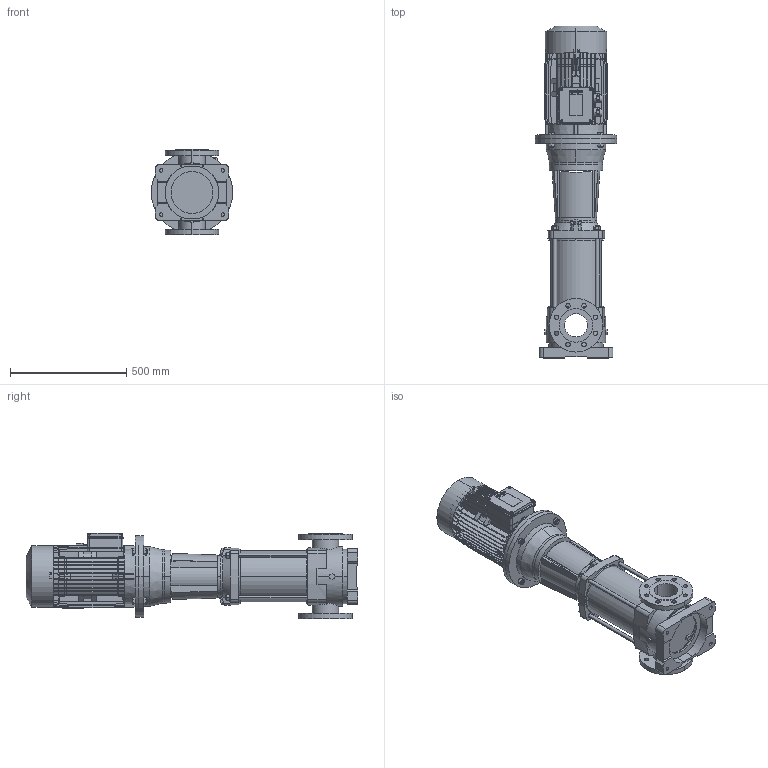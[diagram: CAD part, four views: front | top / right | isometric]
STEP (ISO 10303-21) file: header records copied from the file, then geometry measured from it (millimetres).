
FILE_DESCRIPTION (( 'STEP AP203' ), '1' );
FILE_NAME ('4.93.632.04swa01.step', '2023-03-29T10:19:04', ( '' ), ( '' ), 'SwSTEP 2.0', 'SolidWorks 2020', '' );
FILE_SCHEMA (( 'CONFIG_CONTROL_DESIGN' ));
Products named in the file (2): Copia di 4_93_632_04_REV00^4.93.632.04swa01; 4.93.632.04swa01
Assembly tree (1 placements, depth 2):
  4.93.632.04swa01
    Copia di 4_93_632_04_REV00^4.93.632.04swa01
Bounding box: 350 x 1425.3 x 369.2 mm (x, y, z)
Volume: 41817290.6 mm3; surface area: 3824607.5 mm2
Topology: 45 solids, 45 shells, 3305 faces, 9090 edges, 5999 vertices
Faces by surface type: plane 1465, bspline 1084, cylinder 481, cone 267, sphere 8
Entity records: 109440 total; most frequent: CARTESIAN_POINT 30824, ORIENTED_EDGE 18152, DIRECTION 13061, EDGE_CURVE 9076, VERTEX_POINT 5999, VECTOR 5687, LINE 5687, AXIS2_PLACEMENT_3D 3687
